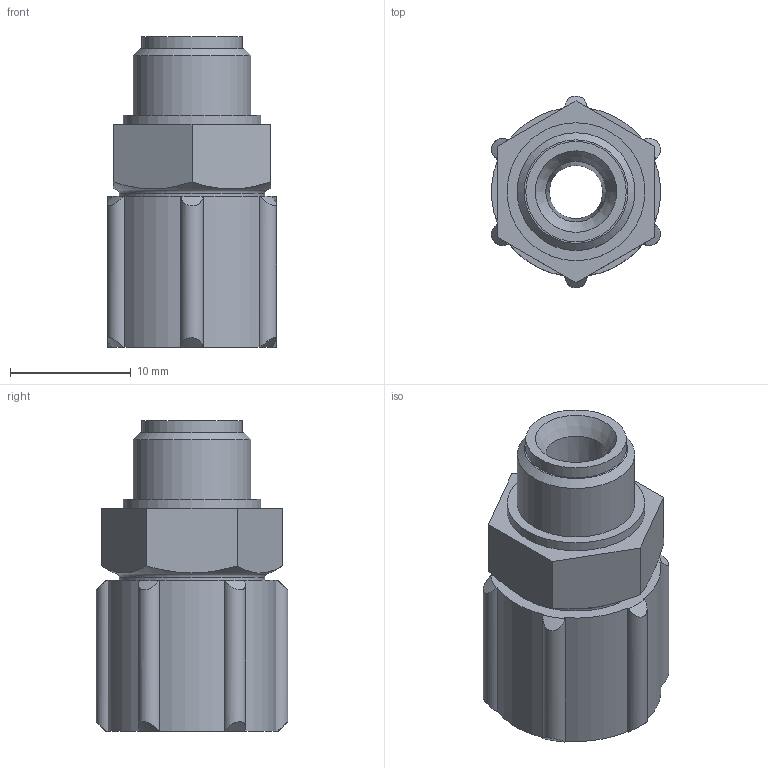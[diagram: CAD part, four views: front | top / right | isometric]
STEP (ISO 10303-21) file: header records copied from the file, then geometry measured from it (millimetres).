
FILE_DESCRIPTION(/* description */ ('STEP AP214'),/* implementation_level */ '2;1');
FILE_NAME(/* name */ '6255_CK-1_8-PK-6-KU',/* time_stamp */ '2024-08-05T17:32:24+02:00',/* author */ ('License CC BY-ND 4.0'),/* organization */ ('CADENAS'),/* preprocessor_version */ 'ST-DEVELOPER v19.3',/* originating_system */ 'PARTsolutions',/* authorisation */ ' ');
FILE_SCHEMA (('PROCESS_PLANNING_SCHEMA','AP242_MANAGED_MODEL_BASED_3D_ENGINEERING_MIM_LF { 1 0 10303 442 3 1 4 }','AUTOMOTIVE_DESIGN {1 0 10303 214 3 1 1}'));
Length unit declared in the file: millimetre
Products named in the file (1): 6255 CK-1/8-PK-6-KU
Bounding box: 13.97 x 15.85 x 25.7 mm (x, y, z)
Volume: 2716.2 mm3; surface area: 2246.6 mm2
Topology: 1 solids, 1 shells, 64 faces, 147 edges, 93 vertices
Faces by surface type: cone 24, cylinder 21, plane 16, torus 3
Full cylindrical faces by diameter (mm): 4.4 x1, 6.8 x1, 8.3 x1, 8.35 x1, 9.728 x1, 10.6 x1, 10.917 x1, 11.4 x1, 12 x1
Entity records: 1850 total; most frequent: CARTESIAN_POINT 417, DIRECTION 314, ORIENTED_EDGE 256, AXIS2_PLACEMENT_3D 145, EDGE_CURVE 128, VERTEX_POINT 92, EDGE_LOOP 92, FACE_BOUND 92
